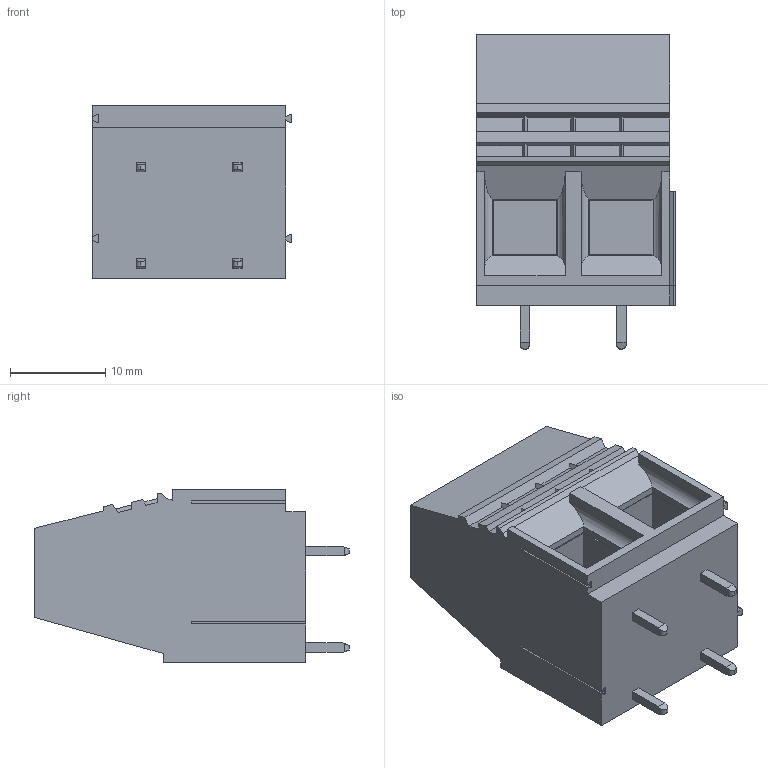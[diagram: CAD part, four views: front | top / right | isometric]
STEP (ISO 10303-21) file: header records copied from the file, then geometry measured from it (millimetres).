
FILE_DESCRIPTION (( 'STEP AP214' ), '1' );
FILE_NAME ('VP0265840000G.STEP', '2022-03-24T20:27:05', ( '' ), ( '' ), 'SwSTEP 2.0', 'SolidWorks 2017', '' );
FILE_SCHEMA (( 'AUTOMOTIVE_DESIGN' ));
Length unit declared in the file: millimetre
Products named in the file (1): VP0265840000G
Bounding box: 20.92 x 33.1 x 18.3 mm (x, y, z)
Volume: 7559.2 mm3; surface area: 5083.2 mm2
Topology: 9 solids, 9 shells, 199 faces, 508 edges, 334 vertices
Faces by surface type: plane 155, cylinder 38, torus 6
Entity records: 6076 total; most frequent: CARTESIAN_POINT 1154, ORIENTED_EDGE 1016, DIRECTION 944, EDGE_CURVE 508, LINE 408, VECTOR 408, VERTEX_POINT 334, AXIS2_PLACEMENT_3D 268
